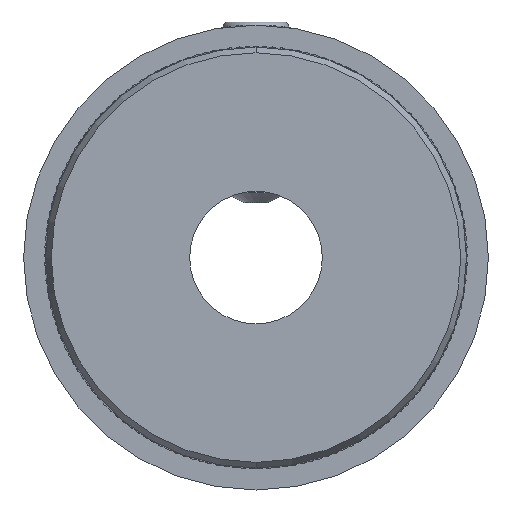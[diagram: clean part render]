
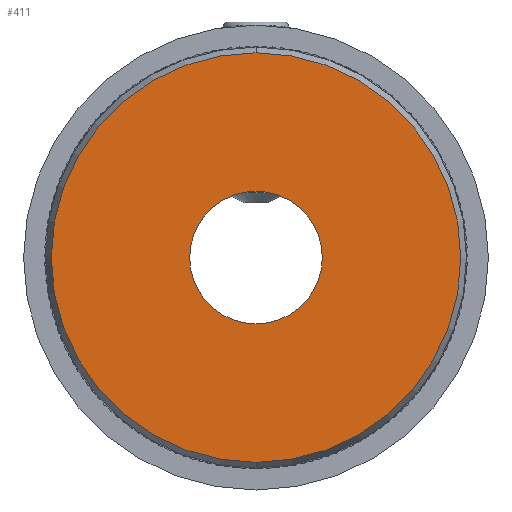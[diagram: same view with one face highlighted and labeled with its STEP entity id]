
A CAD part, front view. The second image highlights one B-rep face of the part: STEP entity #411.
In plain terms, the highlighted planar face has unit normal (0, -1, 0).
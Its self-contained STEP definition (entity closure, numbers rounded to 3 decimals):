
#1 = AXIS2_PLACEMENT_3D ( 'NONE', #557, #18953, #13619 ) ;
#411 = ADVANCED_FACE ( 'NONE', ( #19940, #16075 ), #14018, .T. ) ;
#557 = CARTESIAN_POINT ( 'NONE',  ( 0., -9.215, 0. ) ) ;
#1055 = AXIS2_PLACEMENT_3D ( 'NONE', #12889, #16626, #2606 ) ;
#1635 = AXIS2_PLACEMENT_3D ( 'NONE', #15905, #5027, #23271 ) ;
#2111 = EDGE_CURVE ( 'NONE', #3255, #3577, #4164, .T. ) ;
#2606 = DIRECTION ( 'NONE',  ( 0., 0., 1. ) ) ;
#3210 = ORIENTED_EDGE ( 'NONE', *, *, #2111, .T. ) ;
#3255 = VERTEX_POINT ( 'NONE', #11009 ) ;
#3361 = AXIS2_PLACEMENT_3D ( 'NONE', #8827, #14379, #13906 ) ;
#3577 = VERTEX_POINT ( 'NONE', #17879 ) ;
#3702 = EDGE_LOOP ( 'NONE', ( #5477, #3210 ) ) ;
#4164 = CIRCLE ( 'NONE', #1055, 6.05 ) ;
#5027 = DIRECTION ( 'NONE',  ( 0., 1., 0. ) ) ;
#5477 = ORIENTED_EDGE ( 'NONE', *, *, #18030, .T. ) ;
#6091 = EDGE_LOOP ( 'NONE', ( #19141, #10570 ) ) ;
#8827 = CARTESIAN_POINT ( 'NONE',  ( -18.678, -9.215, 0. ) ) ;
#9630 = VERTEX_POINT ( 'NONE', #19624 ) ;
#10351 = EDGE_CURVE ( 'NONE', #9630, #19954, #13225, .T. ) ;
#10570 = ORIENTED_EDGE ( 'NONE', *, *, #23424, .F. ) ;
#11009 = CARTESIAN_POINT ( 'NONE',  ( 0., -9.215, -6.05 ) ) ;
#12889 = CARTESIAN_POINT ( 'NONE',  ( 0., -9.215, 0. ) ) ;
#13225 = CIRCLE ( 'NONE', #1635, 18.678 ) ;
#13619 = DIRECTION ( 'NONE',  ( 0., 0., 1. ) ) ;
#13906 = DIRECTION ( 'NONE',  ( 0., 0., -1. ) ) ;
#14018 = PLANE ( 'NONE',  #3361 ) ;
#14315 = AXIS2_PLACEMENT_3D ( 'NONE', #21881, #18014, #20176 ) ;
#14379 = DIRECTION ( 'NONE',  ( 0., -1., 0. ) ) ;
#15905 = CARTESIAN_POINT ( 'NONE',  ( 0., -9.215, 0. ) ) ;
#16075 = FACE_OUTER_BOUND ( 'NONE', #6091, .T. ) ;
#16626 = DIRECTION ( 'NONE',  ( 0., 1., 0. ) ) ;
#17361 = CARTESIAN_POINT ( 'NONE',  ( 0., -9.215, -18.678 ) ) ;
#17767 = CIRCLE ( 'NONE', #1, 6.05 ) ;
#17879 = CARTESIAN_POINT ( 'NONE',  ( 0., -9.215, 6.05 ) ) ;
#18014 = DIRECTION ( 'NONE',  ( 0., 1., 0. ) ) ;
#18030 = EDGE_CURVE ( 'NONE', #3577, #3255, #17767, .T. ) ;
#18953 = DIRECTION ( 'NONE',  ( 0., 1., 0. ) ) ;
#19141 = ORIENTED_EDGE ( 'NONE', *, *, #10351, .F. ) ;
#19624 = CARTESIAN_POINT ( 'NONE',  ( 0., -9.215, 18.678 ) ) ;
#19940 = FACE_BOUND ( 'NONE', #3702, .T. ) ;
#19954 = VERTEX_POINT ( 'NONE', #17361 ) ;
#20176 = DIRECTION ( 'NONE',  ( 0., 0., 1. ) ) ;
#21881 = CARTESIAN_POINT ( 'NONE',  ( 0., -9.215, 0. ) ) ;
#23189 = CIRCLE ( 'NONE', #14315, 18.678 ) ;
#23271 = DIRECTION ( 'NONE',  ( 0., 0., 1. ) ) ;
#23424 = EDGE_CURVE ( 'NONE', #19954, #9630, #23189, .T. ) ;
